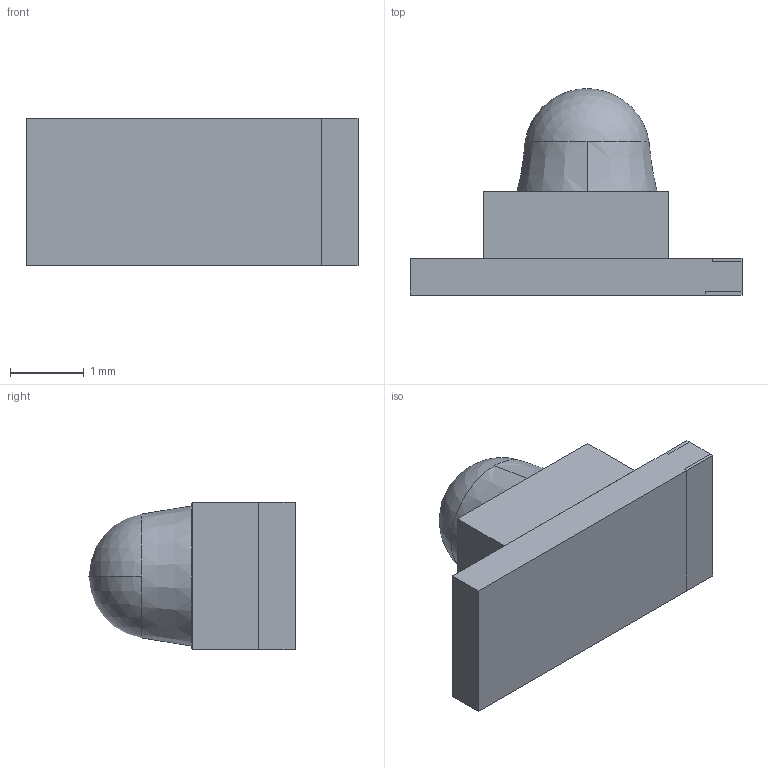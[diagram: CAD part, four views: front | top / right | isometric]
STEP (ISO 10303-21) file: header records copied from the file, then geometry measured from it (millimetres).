
FILE_DESCRIPTION (( 'STEP AP214' ), '1' );
FILE_NAME ('XZxx77.STEP', '2015-08-26T16:32:49', ( '' ), ( '' ), 'SwSTEP 2.0', 'SolidWorks 2012', '' );
FILE_SCHEMA (( 'AUTOMOTIVE_DESIGN' ));
Length unit declared in the file: millimetre
Products named in the file (1): XZxx77
Bounding box: 4.5 x 2.8 x 2 mm (x, y, z)
Volume: 11.7 mm3; surface area: 51.5 mm2
Topology: 5 solids, 5 shells, 38 faces, 82 edges, 55 vertices
Faces by surface type: plane 34, cone 2, sphere 2
Entity records: 1092 total; most frequent: CARTESIAN_POINT 176, DIRECTION 168, ORIENTED_EDGE 164, EDGE_CURVE 82, LINE 74, VECTOR 74, VERTEX_POINT 55, AXIS2_PLACEMENT_3D 47
